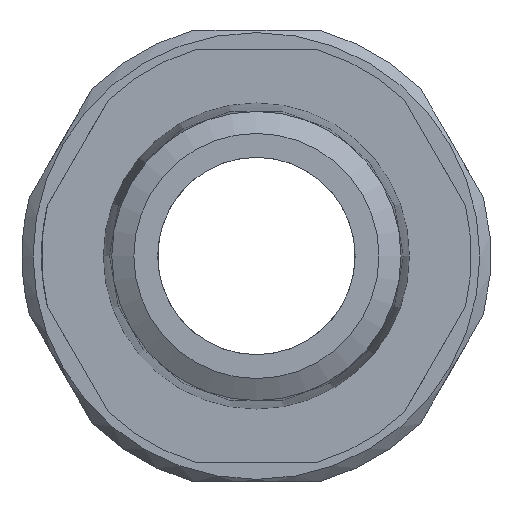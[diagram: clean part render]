
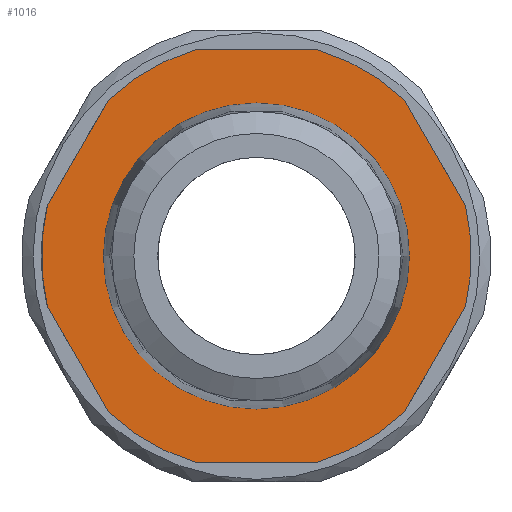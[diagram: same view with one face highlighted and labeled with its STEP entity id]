
A CAD part, front view. The second image highlights one B-rep face of the part: STEP entity #1016.
In plain terms, the highlighted planar face has unit normal (0, -1, 0).
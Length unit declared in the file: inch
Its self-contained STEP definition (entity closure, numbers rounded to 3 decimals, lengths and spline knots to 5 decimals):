
#50=FACE_BOUND('',#200,.T.);
#57=CIRCLE('',#1092,0.61);
#58=CIRCLE('',#1093,0.61);
#59=CIRCLE('',#1094,0.61);
#60=CIRCLE('',#1095,0.61);
#61=CIRCLE('',#1096,0.61);
#62=CIRCLE('',#1097,0.61);
#63=CIRCLE('',#1098,0.43411);
#64=CIRCLE('',#1099,0.43411);
#146=FACE_OUTER_BOUND('',#199,.T.);
#199=EDGE_LOOP('',(#655,#656,#657,#658,#659,#660,#661,#662,#663,#664,#665,
#666));
#200=EDGE_LOOP('',(#667,#668));
#254=LINE('',#1556,#305);
#257=LINE('',#1567,#308);
#260=LINE('',#1578,#311);
#263=LINE('',#1589,#314);
#266=LINE('',#1600,#317);
#269=LINE('',#1611,#320);
#305=VECTOR('',#1226,0.3937);
#308=VECTOR('',#1231,0.3937);
#311=VECTOR('',#1236,0.3937);
#314=VECTOR('',#1241,0.3937);
#317=VECTOR('',#1246,0.3937);
#320=VECTOR('',#1251,0.3937);
#375=VERTEX_POINT('',#1553);
#376=VERTEX_POINT('',#1555);
#379=VERTEX_POINT('',#1564);
#380=VERTEX_POINT('',#1566);
#383=VERTEX_POINT('',#1575);
#384=VERTEX_POINT('',#1577);
#387=VERTEX_POINT('',#1586);
#388=VERTEX_POINT('',#1588);
#391=VERTEX_POINT('',#1597);
#392=VERTEX_POINT('',#1599);
#395=VERTEX_POINT('',#1608);
#396=VERTEX_POINT('',#1610);
#397=VERTEX_POINT('',#1620);
#398=VERTEX_POINT('',#1621);
#481=EDGE_CURVE('',#376,#375,#254,.T.);
#485=EDGE_CURVE('',#380,#379,#257,.T.);
#489=EDGE_CURVE('',#384,#383,#260,.T.);
#493=EDGE_CURVE('',#388,#387,#263,.T.);
#497=EDGE_CURVE('',#392,#391,#266,.T.);
#501=EDGE_CURVE('',#396,#395,#269,.T.);
#503=EDGE_CURVE('',#375,#388,#57,.T.);
#504=EDGE_CURVE('',#387,#380,#58,.T.);
#505=EDGE_CURVE('',#379,#392,#59,.T.);
#506=EDGE_CURVE('',#391,#396,#60,.T.);
#507=EDGE_CURVE('',#395,#384,#61,.T.);
#508=EDGE_CURVE('',#383,#376,#62,.T.);
#509=EDGE_CURVE('',#397,#398,#63,.T.);
#510=EDGE_CURVE('',#398,#397,#64,.T.);
#655=ORIENTED_EDGE('',*,*,#481,.T.);
#656=ORIENTED_EDGE('',*,*,#503,.T.);
#657=ORIENTED_EDGE('',*,*,#493,.T.);
#658=ORIENTED_EDGE('',*,*,#504,.T.);
#659=ORIENTED_EDGE('',*,*,#485,.T.);
#660=ORIENTED_EDGE('',*,*,#505,.T.);
#661=ORIENTED_EDGE('',*,*,#497,.T.);
#662=ORIENTED_EDGE('',*,*,#506,.T.);
#663=ORIENTED_EDGE('',*,*,#501,.T.);
#664=ORIENTED_EDGE('',*,*,#507,.T.);
#665=ORIENTED_EDGE('',*,*,#489,.T.);
#666=ORIENTED_EDGE('',*,*,#508,.T.);
#667=ORIENTED_EDGE('',*,*,#509,.F.);
#668=ORIENTED_EDGE('',*,*,#510,.F.);
#941=PLANE('',#1091);
#1016=ADVANCED_FACE('',(#146,#50),#941,.T.);
#1091=AXIS2_PLACEMENT_3D('',#1613,#1253,#1254);
#1092=AXIS2_PLACEMENT_3D('',#1614,#1255,#1256);
#1093=AXIS2_PLACEMENT_3D('',#1615,#1257,#1258);
#1094=AXIS2_PLACEMENT_3D('',#1616,#1259,#1260);
#1095=AXIS2_PLACEMENT_3D('',#1617,#1261,#1262);
#1096=AXIS2_PLACEMENT_3D('',#1618,#1263,#1264);
#1097=AXIS2_PLACEMENT_3D('',#1619,#1265,#1266);
#1098=AXIS2_PLACEMENT_3D('',#1622,#1267,#1268);
#1099=AXIS2_PLACEMENT_3D('',#1623,#1269,#1270);
#1226=DIRECTION('',(0.5,0.,-0.866));
#1231=DIRECTION('',(0.5,0.,0.866));
#1236=DIRECTION('',(-0.5,0.,-0.866));
#1241=DIRECTION('',(1.,0.,0.));
#1246=DIRECTION('',(-0.5,0.,0.866));
#1251=DIRECTION('',(-1.,0.,0.));
#1253=DIRECTION('center_axis',(0.,-1.,0.));
#1254=DIRECTION('ref_axis',(0.,0.,
1.));
#1255=DIRECTION('center_axis',(0.,-1.,0.));
#1256=DIRECTION('ref_axis',(-1.,0.,0.));
#1257=DIRECTION('center_axis',(0.,-1.,0.));
#1258=DIRECTION('ref_axis',(-1.,0.,0.));
#1259=DIRECTION('center_axis',(0.,-1.,0.));
#1260=DIRECTION('ref_axis',(-1.,0.,0.));
#1261=DIRECTION('center_axis',(0.,-1.,0.));
#1262=DIRECTION('ref_axis',(-1.,0.,0.));
#1263=DIRECTION('center_axis',(0.,-1.,0.));
#1264=DIRECTION('ref_axis',(-1.,0.,0.));
#1265=DIRECTION('center_axis',(0.,-1.,0.));
#1266=DIRECTION('ref_axis',(-1.,0.,0.));
#1267=DIRECTION('center_axis',(0.,-1.,0.));
#1268=DIRECTION('ref_axis',(-1.,0.,0.));
#1269=DIRECTION('center_axis',(0.,-1.,0.));
#1270=DIRECTION('ref_axis',(-1.,0.,0.));
#1553=CARTESIAN_POINT('',(-0.4202,-0.23211,-0.44219));
#1555=CARTESIAN_POINT('',(-0.59305,-0.23211,-0.14281));
#1556=CARTESIAN_POINT('',(-0.49557,-0.23211,-0.31164));
#1564=CARTESIAN_POINT('',(0.59305,-0.23211,-0.14281));
#1566=CARTESIAN_POINT('',(0.4202,-0.23211,-0.44219));
#1567=CARTESIAN_POINT('',(0.51768,-0.23211,-0.27336));
#1575=CARTESIAN_POINT('',(-0.59305,-0.23211,0.14281));
#1577=CARTESIAN_POINT('',(-0.4202,-0.23211,0.44219));
#1578=CARTESIAN_POINT('',(-0.40915,-0.23211,0.46133));
#1586=CARTESIAN_POINT('',(0.17284,-0.23211,-0.585));
#1588=CARTESIAN_POINT('',(-0.17284,-0.23211,-0.585));
#1589=CARTESIAN_POINT('',(0.13063,-0.23211,-0.585));
#1597=CARTESIAN_POINT('',(0.4202,-0.23211,0.44219));
#1599=CARTESIAN_POINT('',(0.59305,-0.23211,0.14281));
#1600=CARTESIAN_POINT('',(0.6041,-0.23211,0.12367));
#1608=CARTESIAN_POINT('',(-0.17284,-0.23211,0.585));
#1610=CARTESIAN_POINT('',(0.17284,-0.23211,0.585));
#1611=CARTESIAN_POINT('',(0.30348,-0.23211,0.585));
#1613=CARTESIAN_POINT('Origin',(0.43411,-0.23211,0.));
#1614=CARTESIAN_POINT('Origin',(0.,-0.23211,
0.));
#1615=CARTESIAN_POINT('Origin',(0.,-0.23211,
0.));
#1616=CARTESIAN_POINT('Origin',(0.,-0.23211,
0.));
#1617=CARTESIAN_POINT('Origin',(0.,-0.23211,
0.));
#1618=CARTESIAN_POINT('Origin',(0.,-0.23211,
0.));
#1619=CARTESIAN_POINT('Origin',(0.,-0.23211,
0.));
#1620=CARTESIAN_POINT('',(0.43411,-0.23211,0.));
#1621=CARTESIAN_POINT('',(-0.43411,-0.23211,0.));
#1622=CARTESIAN_POINT('Origin',(0.,-0.23211,
0.));
#1623=CARTESIAN_POINT('Origin',(0.,-0.23211,
0.));
